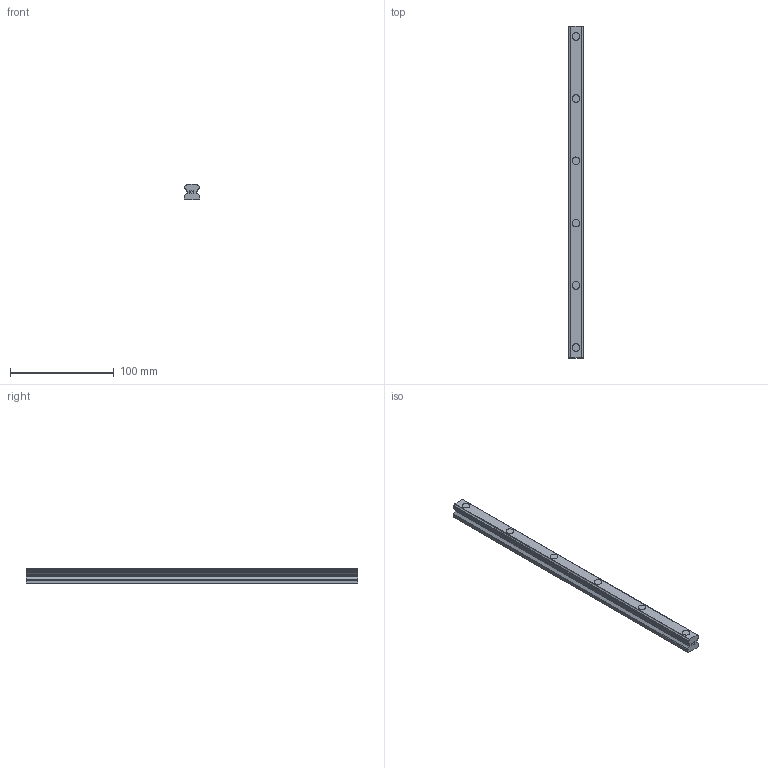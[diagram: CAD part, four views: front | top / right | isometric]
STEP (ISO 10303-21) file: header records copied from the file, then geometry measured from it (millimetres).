
FILE_DESCRIPTION(('STEP AP214'),'1');
FILE_NAME('cctmp_080C7AFE-50AE-445E-B45B-31A66675D88F_2020_4_23_12_34_25_574..stp','2020-04-23T10:34:25',('HIWIN GmbH'),('CADClick - www.CADClick.com'),'Spatial InterOp 3D',' ','unknown authorization');
FILE_SCHEMA(('AUTOMOTIVE_DESIGN'));
Length unit declared in the file: millimetre
Products named in the file (1): HGR15R320H_FILE
Bounding box: 15 x 320 x 15 mm (x, y, z)
Volume: 58550.1 mm3; surface area: 21847 mm2
Topology: 1 solids, 1 shells, 169 faces, 435 edges, 290 vertices
Faces by surface type: plane 107, cylinder 62
Entity records: 6529 total; most frequent: DIRECTION 899, CARTESIAN_POINT 895, ORIENTED_EDGE 870, EDGE_CURVE 435, LINE 311, VECTOR 311, AXIS2_PLACEMENT_3D 294, VERTEX_POINT 290
